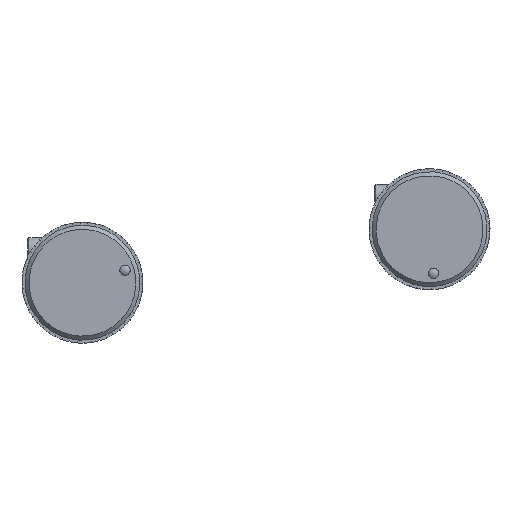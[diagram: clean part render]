
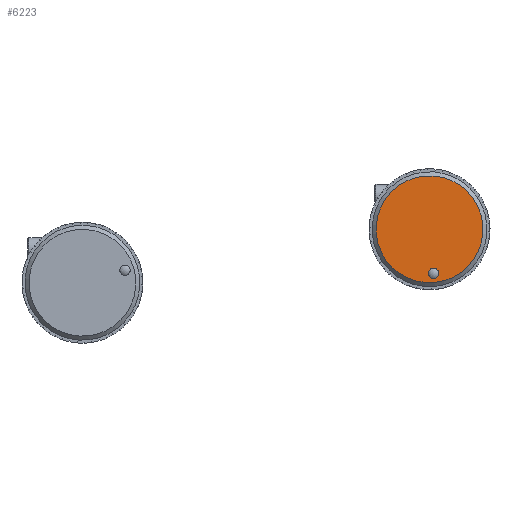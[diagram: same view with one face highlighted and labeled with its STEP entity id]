
A CAD part, left-side view. The second image highlights one B-rep face of the part: STEP entity #6223.
In plain terms, the highlighted planar face has unit normal (-1, 0, 0).
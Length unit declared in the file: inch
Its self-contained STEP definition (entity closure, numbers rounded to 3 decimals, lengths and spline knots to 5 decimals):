
#376 = PLANE ( 'NONE',  #5883 ) ;
#1272 = DIRECTION ( 'NONE',  ( -1., 0., 0. ) ) ;
#1561 = AXIS2_PLACEMENT_3D ( 'NONE', #8293, #1272, #9425 ) ;
#1961 = VERTEX_POINT ( 'NONE', #7692 ) ;
#2431 = FACE_BOUND ( 'NONE', #11920, .T. ) ;
#2719 = DIRECTION ( 'NONE',  ( 0., 0.09, 0.996 ) ) ;
#2904 = CARTESIAN_POINT ( 'NONE',  ( -4.17403, 0.18329, 0.01075 ) ) ;
#5035 = CARTESIAN_POINT ( 'NONE',  ( -4.17403, 0.24, 0.28462 ) ) ;
#5883 = AXIS2_PLACEMENT_3D ( 'NONE', #5035, #9731, #2719 ) ;
#5942 = DIRECTION ( 'NONE',  ( 1., 0., 0. ) ) ;
#6223 = ADVANCED_FACE ( 'NONE', ( #2431, #14524 ), #376, .T. ) ;
#6564 = VERTEX_POINT ( 'NONE', #2904 ) ;
#6957 = ORIENTED_EDGE ( 'NONE', *, *, #13978, .T. ) ;
#7221 = CIRCLE ( 'NONE', #1561, 0.3315 ) ;
#7692 = CARTESIAN_POINT ( 'NONE',  ( -4.17403, 0.26995, 0.61477 ) ) ;
#8293 = CARTESIAN_POINT ( 'NONE',  ( -4.17403, 0.24, 0.28462 ) ) ;
#9330 = EDGE_CURVE ( 'NONE', #6564, #6564, #9699, .T. ) ;
#9425 = DIRECTION ( 'NONE',  ( 0., 0.09, 0.996 ) ) ;
#9694 = EDGE_LOOP ( 'NONE', ( #6957 ) ) ;
#9699 = CIRCLE ( 'NONE', #11794, 0.03187 ) ;
#9731 = DIRECTION ( 'NONE',  ( -1., 0., 0. ) ) ;
#11337 = ORIENTED_EDGE ( 'NONE', *, *, #9330, .T. ) ;
#11794 = AXIS2_PLACEMENT_3D ( 'NONE', #12949, #5942, #14124 ) ;
#11920 = EDGE_LOOP ( 'NONE', ( #11337 ) ) ;
#12949 = CARTESIAN_POINT ( 'NONE',  ( -4.17403, 0.21515, 0.01075 ) ) ;
#13978 = EDGE_CURVE ( 'NONE', #1961, #1961, #7221, .T. ) ;
#14124 = DIRECTION ( 'NONE',  ( 0., -1., 0. ) ) ;
#14524 = FACE_OUTER_BOUND ( 'NONE', #9694, .T. ) ;
